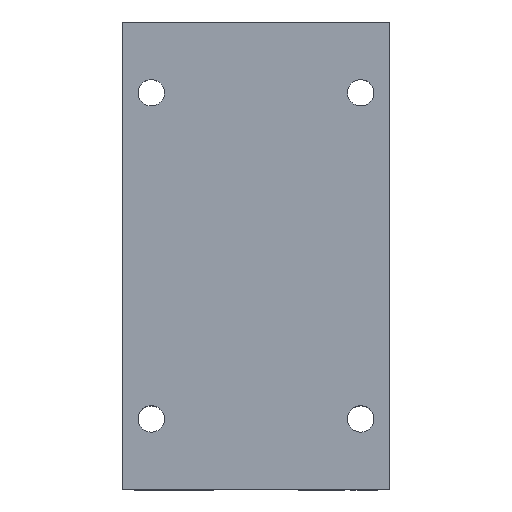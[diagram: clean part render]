
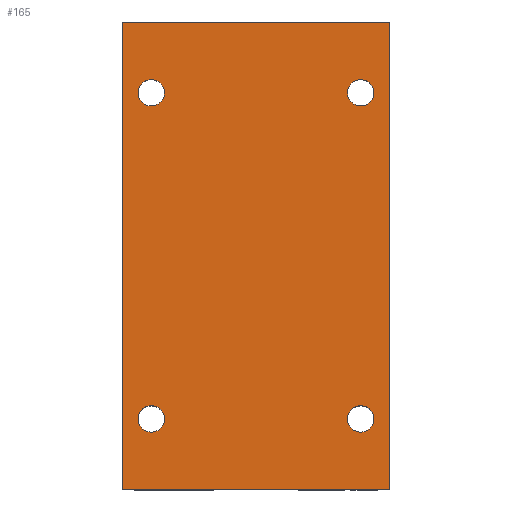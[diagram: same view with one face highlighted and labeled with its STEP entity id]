
A CAD part, top view. The second image highlights one B-rep face of the part: STEP entity #165.
In plain terms, the highlighted planar face has unit normal (0, 0, 1).
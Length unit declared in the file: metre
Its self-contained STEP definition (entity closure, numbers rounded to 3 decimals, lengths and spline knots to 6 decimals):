
#165 = ADVANCED_FACE( '', ( #357, #358, #359, #360, #361 ), #362, .T. );
#357 = FACE_BOUND( '', #572, .T. );
#358 = FACE_BOUND( '', #573, .T. );
#359 = FACE_OUTER_BOUND( '', #574, .T. );
#360 = FACE_BOUND( '', #575, .T. );
#361 = FACE_BOUND( '', #576, .T. );
#362 = PLANE( '', #577 );
#572 = EDGE_LOOP( '', ( #1025 ) );
#573 = EDGE_LOOP( '', ( #1026 ) );
#574 = EDGE_LOOP( '', ( #1027, #1028, #1029, #1030 ) );
#575 = EDGE_LOOP( '', ( #1031 ) );
#576 = EDGE_LOOP( '', ( #1032 ) );
#577 = AXIS2_PLACEMENT_3D( '', #1033, #1034, #1035 );
#1025 = ORIENTED_EDGE( '', *, *, #1221, .T. );
#1026 = ORIENTED_EDGE( '', *, *, #1345, .T. );
#1027 = ORIENTED_EDGE( '', *, *, #1362, .F. );
#1028 = ORIENTED_EDGE( '', *, *, #1337, .F. );
#1029 = ORIENTED_EDGE( '', *, *, #1299, .T. );
#1030 = ORIENTED_EDGE( '', *, *, #1401, .T. );
#1031 = ORIENTED_EDGE( '', *, *, #1307, .T. );
#1032 = ORIENTED_EDGE( '', *, *, #1402, .T. );
#1033 = CARTESIAN_POINT( '', ( -0.0435, -0.076, 0.048 ) );
#1034 = DIRECTION( '', ( 0., 0., 1. ) );
#1035 = DIRECTION( '', ( 1., 0., 0. ) );
#1221 = EDGE_CURVE( '', #1448, #1448, #1449, .T. );
#1299 = EDGE_CURVE( '', #1586, #1584, #1587, .T. );
#1307 = EDGE_CURVE( '', #1599, #1599, #1600, .T. );
#1337 = EDGE_CURVE( '', #1586, #1645, #1646, .T. );
#1345 = EDGE_CURVE( '', #1656, #1656, #1657, .T. );
#1362 = EDGE_CURVE( '', #1645, #1682, #1683, .T. );
#1401 = EDGE_CURVE( '', #1584, #1682, #1732, .T. );
#1402 = EDGE_CURVE( '', #1733, #1733, #1734, .T. );
#1448 = VERTEX_POINT( '', #1789 );
#1449 = CIRCLE( '', #1790, 0.0043 );
#1584 = VERTEX_POINT( '', #2022 );
#1586 = VERTEX_POINT( '', #2025 );
#1587 = LINE( '', #2026, #2027 );
#1599 = VERTEX_POINT( '', #2044 );
#1600 = CIRCLE( '', #2045, 0.0043 );
#1645 = VERTEX_POINT( '', #2115 );
#1646 = LINE( '', #2116, #2117 );
#1656 = VERTEX_POINT( '', #2240 );
#1657 = CIRCLE( '', #2241, 0.0043 );
#1682 = VERTEX_POINT( '', #2275 );
#1683 = LINE( '', #2276, #2277 );
#1732 = LINE( '', #2348, #2349 );
#1733 = VERTEX_POINT( '', #2350 );
#1734 = CIRCLE( '', #2351, 0.0043 );
#1789 = CARTESIAN_POINT( '', ( -0.0297, 0.053, 0.048 ) );
#1790 = AXIS2_PLACEMENT_3D( '', #2409, #2410, #2411 );
#2022 = CARTESIAN_POINT( '', ( 0.0435, -0.076, 0.048 ) );
#2025 = CARTESIAN_POINT( '', ( -0.0435, -0.076, 0.048 ) );
#2026 = CARTESIAN_POINT( '', ( -0.0435, -0.076, 0.048 ) );
#2027 = VECTOR( '', #2511, 1. );
#2044 = CARTESIAN_POINT( '', ( 0.0383, -0.053, 0.048 ) );
#2045 = AXIS2_PLACEMENT_3D( '', #2520, #2521, #2522 );
#2115 = CARTESIAN_POINT( '', ( -0.0435, 0.076, 0.048 ) );
#2116 = CARTESIAN_POINT( '', ( -0.0435, -0.076, 0.048 ) );
#2117 = VECTOR( '', #2548, 1. );
#2240 = CARTESIAN_POINT( '', ( 0.0383, 0.053, 0.048 ) );
#2241 = AXIS2_PLACEMENT_3D( '', #2556, #2557, #2558 );
#2275 = CARTESIAN_POINT( '', ( 0.0435, 0.076, 0.048 ) );
#2276 = CARTESIAN_POINT( '', ( -0.0435, 0.076, 0.048 ) );
#2277 = VECTOR( '', #2580, 1. );
#2348 = CARTESIAN_POINT( '', ( 0.0435, -0.076, 0.048 ) );
#2349 = VECTOR( '', #2615, 1. );
#2350 = CARTESIAN_POINT( '', ( -0.0297, -0.053, 0.048 ) );
#2351 = AXIS2_PLACEMENT_3D( '', #2616, #2617, #2618 );
#2409 = CARTESIAN_POINT( '', ( -0.034, 0.053, 0.048 ) );
#2410 = DIRECTION( '', ( 0., 0., -1. ) );
#2411 = DIRECTION( '', ( 1., 0., 0. ) );
#2511 = DIRECTION( '', ( 1., 0., 0. ) );
#2520 = CARTESIAN_POINT( '', ( 0.034, -0.053, 0.048 ) );
#2521 = DIRECTION( '', ( 0., 0., -1. ) );
#2522 = DIRECTION( '', ( 1., 0., 0. ) );
#2548 = DIRECTION( '', ( 0., 1., 0. ) );
#2556 = CARTESIAN_POINT( '', ( 0.034, 0.053, 0.048 ) );
#2557 = DIRECTION( '', ( 0., 0., -1. ) );
#2558 = DIRECTION( '', ( 1., 0., 0. ) );
#2580 = DIRECTION( '', ( 1., 0., 0. ) );
#2615 = DIRECTION( '', ( 0., 1., 0. ) );
#2616 = CARTESIAN_POINT( '', ( -0.034, -0.053, 0.048 ) );
#2617 = DIRECTION( '', ( 0., 0., -1. ) );
#2618 = DIRECTION( '', ( 1., 0., 0. ) );
